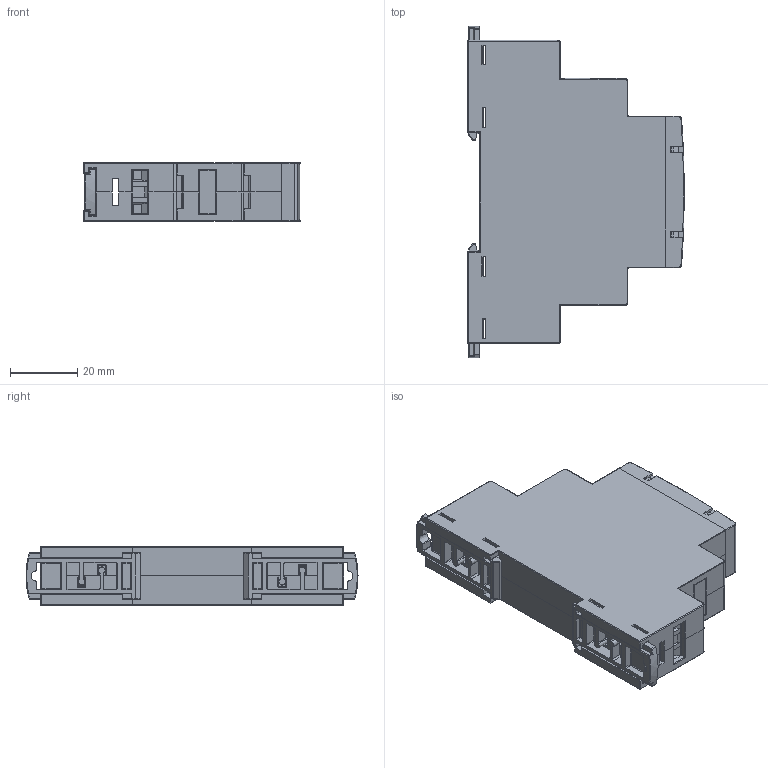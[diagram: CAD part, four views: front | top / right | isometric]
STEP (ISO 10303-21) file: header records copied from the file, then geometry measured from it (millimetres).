
FILE_DESCRIPTION (( 'STEP AP203' ), '1' );
FILE_NAME ('RPI-1P-UNI.STEP', '2018-10-12T10:57:39', ( '' ), ( '' ), 'SwSTEP 2.0', 'SolidWorks 2018', '' );
FILE_SCHEMA (( 'CONFIG_CONTROL_DESIGN' ));
Length unit declared in the file: millimetre
Products named in the file (1): RPI-1P-UNI
Bounding box: 64.22 x 98.58 x 17.5 mm (x, y, z)
Volume: 21661 mm3; surface area: 37594.1 mm2
Topology: 15 solids, 17 shells, 1680 faces, 4407 edges, 2822 vertices
Faces by surface type: plane 1005, cylinder 469, torus 80, bspline 48, cone 42, sphere 36
Entity records: 52577 total; most frequent: CARTESIAN_POINT 11910, ORIENTED_EDGE 8790, DIRECTION 8056, EDGE_CURVE 4395, VECTOR 2980, LINE 2980, VERTEX_POINT 2822, AXIS2_PLACEMENT_3D 2538
